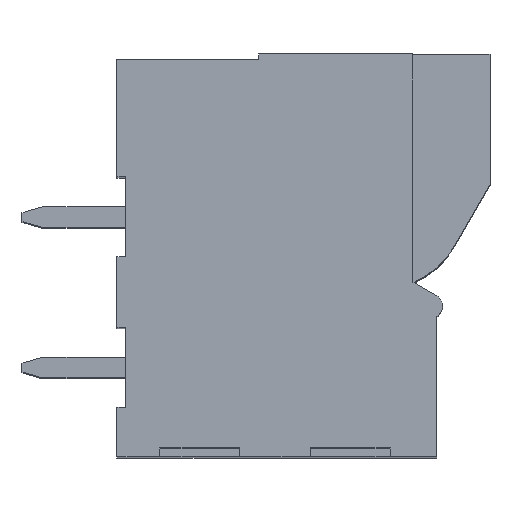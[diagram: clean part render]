
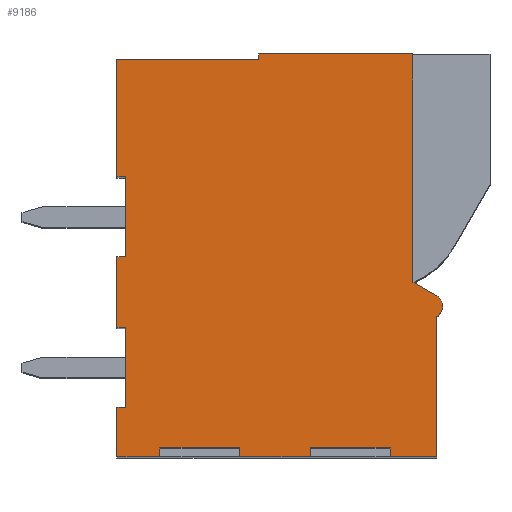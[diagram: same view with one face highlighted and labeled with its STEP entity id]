
A CAD part, top view. The second image highlights one B-rep face of the part: STEP entity #9186.
In plain terms, the highlighted planar face has unit normal (0, 0, 1).
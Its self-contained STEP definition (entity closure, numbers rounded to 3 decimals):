
#1884=CARTESIAN_POINT('',(10.604,5.094,0.));
#1885=DIRECTION('',(0.,0.,1.));
#1886=DIRECTION('',(0.495,-0.869,0.));
#1887=AXIS2_PLACEMENT_3D('',#1884,#1885,#1886);
#1889=DIRECTION('',(0.,1.,0.));
#1890=VECTOR('',#1889,0.2);
#1891=CARTESIAN_POINT('',(4.8,13.4,0.));
#1892=LINE('',#1891,#1890);
#1893=DIRECTION('',(1.,0.,0.));
#1894=VECTOR('',#1893,5.2);
#1895=CARTESIAN_POINT('',(4.8,13.6,0.));
#1896=LINE('',#1895,#1894);
#1897=DIRECTION('',(0.,-1.,0.));
#1898=VECTOR('',#1897,7.7);
#1899=CARTESIAN_POINT('',(10.,13.6,0.));
#1900=LINE('',#1899,#1898);
#1901=DIRECTION('',(0.866,-0.5,0.));
#1902=VECTOR('',#1901,0.926);
#1903=CARTESIAN_POINT('',(10.,5.9,0.));
#1904=LINE('',#1903,#1902);
#1905=DIRECTION('',(0.,-1.,0.));
#1906=VECTOR('',#1905,4.75);
#1907=CARTESIAN_POINT('',(10.8,4.75,0.));
#1908=LINE('',#1907,#1906);
#1909=DIRECTION('',(-1.,0.,0.));
#1910=VECTOR('',#1909,1.57);
#1911=CARTESIAN_POINT('',(10.8,0.,0.));
#1912=LINE('',#1911,#1910);
#1913=DIRECTION('',(0.,1.,0.));
#1914=VECTOR('',#1913,0.3);
#1915=CARTESIAN_POINT('',(9.23,0.,0.));
#1916=LINE('',#1915,#1914);
#1917=DIRECTION('',(-1.,0.,0.));
#1918=VECTOR('',#1917,2.7);
#1919=CARTESIAN_POINT('',(9.23,0.3,0.));
#1920=LINE('',#1919,#1918);
#1921=DIRECTION('',(0.,-1.,0.));
#1922=VECTOR('',#1921,0.3);
#1923=CARTESIAN_POINT('',(6.53,0.3,0.));
#1924=LINE('',#1923,#1922);
#1925=DIRECTION('',(-1.,0.,0.));
#1926=VECTOR('',#1925,2.38);
#1927=CARTESIAN_POINT('',(6.53,0.,0.));
#1928=LINE('',#1927,#1926);
#1929=DIRECTION('',(0.,1.,0.));
#1930=VECTOR('',#1929,0.3);
#1931=CARTESIAN_POINT('',(4.15,0.,0.));
#1932=LINE('',#1931,#1930);
#1933=DIRECTION('',(-1.,0.,0.));
#1934=VECTOR('',#1933,2.7);
#1935=CARTESIAN_POINT('',(4.15,0.3,0.));
#1936=LINE('',#1935,#1934);
#1937=DIRECTION('',(0.,-1.,0.));
#1938=VECTOR('',#1937,0.3);
#1939=CARTESIAN_POINT('',(1.45,0.3,0.));
#1940=LINE('',#1939,#1938);
#1941=DIRECTION('',(-1.,0.,0.));
#1942=VECTOR('',#1941,1.45);
#1943=CARTESIAN_POINT('',(1.45,0.,0.));
#1944=LINE('',#1943,#1942);
#1945=DIRECTION('',(0.,1.,0.));
#1946=VECTOR('',#1945,1.67);
#1947=CARTESIAN_POINT('',(0.,0.,0.));
#1948=LINE('',#1947,#1946);
#1949=DIRECTION('',(1.,0.,0.));
#1950=VECTOR('',#1949,0.3);
#1951=CARTESIAN_POINT('',(0.,1.67,0.));
#1952=LINE('',#1951,#1950);
#1953=DIRECTION('',(0.,1.,0.));
#1954=VECTOR('',#1953,2.7);
#1955=CARTESIAN_POINT('',(0.3,1.67,0.));
#1956=LINE('',#1955,#1954);
#1957=DIRECTION('',(-1.,0.,0.));
#1958=VECTOR('',#1957,0.3);
#1959=CARTESIAN_POINT('',(0.3,4.37,0.));
#1960=LINE('',#1959,#1958);
#1961=DIRECTION('',(0.,1.,0.));
#1962=VECTOR('',#1961,2.38);
#1963=CARTESIAN_POINT('',(0.,4.37,0.));
#1964=LINE('',#1963,#1962);
#1965=DIRECTION('',(1.,0.,0.));
#1966=VECTOR('',#1965,0.3);
#1967=CARTESIAN_POINT('',(0.,6.75,0.));
#1968=LINE('',#1967,#1966);
#1969=DIRECTION('',(0.,1.,0.));
#1970=VECTOR('',#1969,2.7);
#1971=CARTESIAN_POINT('',(0.3,6.75,0.));
#1972=LINE('',#1971,#1970);
#1973=DIRECTION('',(-1.,0.,0.));
#1974=VECTOR('',#1973,0.3);
#1975=CARTESIAN_POINT('',(0.3,9.45,0.));
#1976=LINE('',#1975,#1974);
#1977=DIRECTION('',(0.,1.,0.));
#1978=VECTOR('',#1977,3.95);
#1979=CARTESIAN_POINT('',(0.,9.45,0.));
#1980=LINE('',#1979,#1978);
#1981=DIRECTION('',(1.,0.,0.));
#1982=VECTOR('',#1981,4.8);
#1983=CARTESIAN_POINT('',(0.,13.4,0.));
#1984=LINE('',#1983,#1982);
#4927=CARTESIAN_POINT('',(10.,13.6,0.));
#4928=CARTESIAN_POINT('',(10.,5.9,0.));
#4929=VERTEX_POINT('',#4927);
#4930=VERTEX_POINT('',#4928);
#4931=CARTESIAN_POINT('',(4.8,13.6,0.));
#4932=VERTEX_POINT('',#4931);
#4933=CARTESIAN_POINT('',(4.8,13.4,0.));
#4934=VERTEX_POINT('',#4933);
#4935=CARTESIAN_POINT('',(0.,13.4,0.));
#4936=VERTEX_POINT('',#4935);
#4937=CARTESIAN_POINT('',(0.,9.45,0.));
#4938=VERTEX_POINT('',#4937);
#4939=CARTESIAN_POINT('',(0.3,9.45,0.));
#4940=VERTEX_POINT('',#4939);
#4941=CARTESIAN_POINT('',(0.3,6.75,0.));
#4942=VERTEX_POINT('',#4941);
#4943=CARTESIAN_POINT('',(0.,6.75,0.));
#4944=VERTEX_POINT('',#4943);
#4945=CARTESIAN_POINT('',(0.,4.37,0.));
#4946=VERTEX_POINT('',#4945);
#4947=CARTESIAN_POINT('',(0.3,4.37,0.));
#4948=VERTEX_POINT('',#4947);
#4949=CARTESIAN_POINT('',(0.3,1.67,0.));
#4950=VERTEX_POINT('',#4949);
#4951=CARTESIAN_POINT('',(0.,1.67,0.));
#4952=VERTEX_POINT('',#4951);
#4953=CARTESIAN_POINT('',(0.,0.,0.));
#4954=VERTEX_POINT('',#4953);
#4955=CARTESIAN_POINT('',(1.45,0.,0.));
#4956=VERTEX_POINT('',#4955);
#4957=CARTESIAN_POINT('',(1.45,0.3,0.));
#4958=VERTEX_POINT('',#4957);
#4959=CARTESIAN_POINT('',(4.15,0.3,0.));
#4960=VERTEX_POINT('',#4959);
#4961=CARTESIAN_POINT('',(4.15,0.,0.));
#4962=VERTEX_POINT('',#4961);
#4963=CARTESIAN_POINT('',(6.53,0.,0.));
#4964=VERTEX_POINT('',#4963);
#4965=CARTESIAN_POINT('',(6.53,0.3,0.));
#4966=VERTEX_POINT('',#4965);
#4967=CARTESIAN_POINT('',(9.23,0.3,0.));
#4968=VERTEX_POINT('',#4967);
#4969=CARTESIAN_POINT('',(9.23,0.,0.));
#4970=VERTEX_POINT('',#4969);
#4971=CARTESIAN_POINT('',(10.8,0.,0.));
#4972=VERTEX_POINT('',#4971);
#4973=CARTESIAN_POINT('',(10.8,4.75,0.));
#4974=VERTEX_POINT('',#4973);
#4975=CARTESIAN_POINT('',(10.802,5.437,0.));
#4976=VERTEX_POINT('',#4975);
#9139=CARTESIAN_POINT('',(5.5,6.8,0.));
#9140=DIRECTION('',(0.,0.,1.));
#9141=DIRECTION('',(0.,-1.,0.));
#9142=AXIS2_PLACEMENT_3D('',#9139,#9140,#9141);
#9143=PLANE('',#9142);
#9145=ORIENTED_EDGE('',*,*,#9144,.T.);
#9146=ORIENTED_EDGE('',*,*,#7506,.T.);
#9148=ORIENTED_EDGE('',*,*,#9147,.T.);
#9149=ORIENTED_EDGE('',*,*,#6678,.T.);
#9150=ORIENTED_EDGE('',*,*,#9127,.F.);
#9151=ORIENTED_EDGE('',*,*,#9113,.T.);
#9152=ORIENTED_EDGE('',*,*,#9099,.T.);
#9154=ORIENTED_EDGE('',*,*,#9153,.T.);
#9156=ORIENTED_EDGE('',*,*,#9155,.T.);
#9158=ORIENTED_EDGE('',*,*,#9157,.T.);
#9159=ORIENTED_EDGE('',*,*,#9091,.T.);
#9161=ORIENTED_EDGE('',*,*,#9160,.T.);
#9163=ORIENTED_EDGE('',*,*,#9162,.T.);
#9165=ORIENTED_EDGE('',*,*,#9164,.T.);
#9166=ORIENTED_EDGE('',*,*,#9083,.T.);
#9167=ORIENTED_EDGE('',*,*,#9069,.T.);
#9168=ORIENTED_EDGE('',*,*,#9055,.T.);
#9169=ORIENTED_EDGE('',*,*,#8145,.T.);
#9171=ORIENTED_EDGE('',*,*,#9170,.T.);
#9173=ORIENTED_EDGE('',*,*,#9172,.T.);
#9175=ORIENTED_EDGE('',*,*,#9174,.T.);
#9177=ORIENTED_EDGE('',*,*,#9176,.T.);
#9179=ORIENTED_EDGE('',*,*,#9178,.T.);
#9181=ORIENTED_EDGE('',*,*,#9180,.T.);
#9183=ORIENTED_EDGE('',*,*,#9182,.T.);
#9184=EDGE_LOOP('',(#9145,#9146,#9148,#9149,#9150,#9151,#9152,#9154,#9156,#9158,
#9159,#9161,#9163,#9165,#9166,#9167,#9168,#9169,#9171,#9173,#9175,#9177,#9179,
#9181,#9183));
#9185=FACE_OUTER_BOUND('',#9184,.F.);
#1888=CIRCLE('',#1887,0.396);
#6678=EDGE_CURVE('',#4930,#4976,#1904,.T.);
#7506=EDGE_CURVE('',#4932,#4929,#1896,.T.);
#8145=EDGE_CURVE('',#4950,#4948,#1956,.T.);
#9055=EDGE_CURVE('',#4952,#4950,#1952,.T.);
#9069=EDGE_CURVE('',#4954,#4952,#1948,.T.);
#9083=EDGE_CURVE('',#4956,#4954,#1944,.T.);
#9091=EDGE_CURVE('',#4964,#4962,#1928,.T.);
#9099=EDGE_CURVE('',#4972,#4970,#1912,.T.);
#9113=EDGE_CURVE('',#4974,#4972,#1908,.T.);
#9127=EDGE_CURVE('',#4974,#4976,#1888,.T.);
#9144=EDGE_CURVE('',#4934,#4932,#1892,.T.);
#9147=EDGE_CURVE('',#4929,#4930,#1900,.T.);
#9153=EDGE_CURVE('',#4970,#4968,#1916,.T.);
#9155=EDGE_CURVE('',#4968,#4966,#1920,.T.);
#9157=EDGE_CURVE('',#4966,#4964,#1924,.T.);
#9160=EDGE_CURVE('',#4962,#4960,#1932,.T.);
#9162=EDGE_CURVE('',#4960,#4958,#1936,.T.);
#9164=EDGE_CURVE('',#4958,#4956,#1940,.T.);
#9170=EDGE_CURVE('',#4948,#4946,#1960,.T.);
#9172=EDGE_CURVE('',#4946,#4944,#1964,.T.);
#9174=EDGE_CURVE('',#4944,#4942,#1968,.T.);
#9176=EDGE_CURVE('',#4942,#4940,#1972,.T.);
#9178=EDGE_CURVE('',#4940,#4938,#1976,.T.);
#9180=EDGE_CURVE('',#4938,#4936,#1980,.T.);
#9182=EDGE_CURVE('',#4936,#4934,#1984,.T.);
#9186=ADVANCED_FACE('',(#9185),#9143,.T.);
